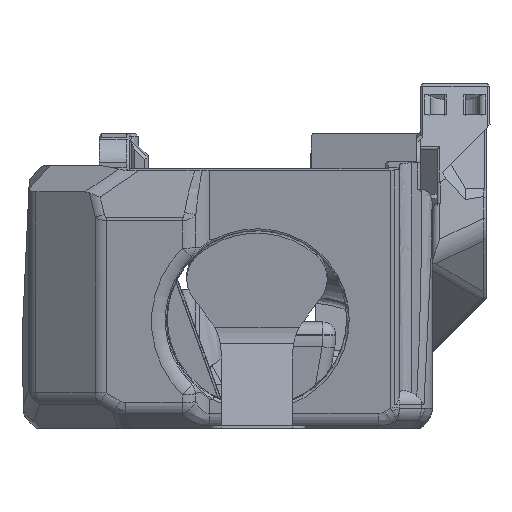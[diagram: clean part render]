
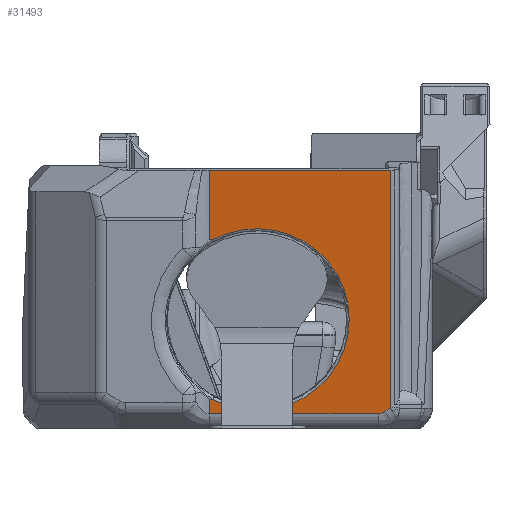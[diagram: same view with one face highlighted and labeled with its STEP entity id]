
A CAD part, left-side view. The second image highlights one B-rep face of the part: STEP entity #31493.
In plain terms, the highlighted planar face has unit normal (-0.985, 0, -0.174).
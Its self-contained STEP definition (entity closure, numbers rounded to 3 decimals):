
#712=B_SPLINE_CURVE_WITH_KNOTS('',3,(#50020,#50021,#50022,#50023),
 .UNSPECIFIED.,.F.,.F.,(4,4),(0.,0.382),.UNSPECIFIED.);
#725=B_SPLINE_CURVE_WITH_KNOTS('',3,(#50293,#50294,#50295,#50296),
 .UNSPECIFIED.,.F.,.F.,(4,4),(0.618,1.),.UNSPECIFIED.);
#1392=CIRCLE('',#33316,14.4);
#2567=ELLIPSE('',#33933,3.203,2.);
#5919=ORIENTED_EDGE('',*,*,#14188,.F.);
#5920=ORIENTED_EDGE('',*,*,#13185,.T.);
#5921=ORIENTED_EDGE('',*,*,#14305,.T.);
#5922=ORIENTED_EDGE('',*,*,#14306,.F.);
#5923=ORIENTED_EDGE('',*,*,#14307,.T.);
#5924=ORIENTED_EDGE('',*,*,#14308,.T.);
#5925=ORIENTED_EDGE('',*,*,#14309,.F.);
#5926=ORIENTED_EDGE('',*,*,#14310,.T.);
#5927=ORIENTED_EDGE('',*,*,#13788,.F.);
#5928=ORIENTED_EDGE('',*,*,#13813,.F.);
#13185=EDGE_CURVE('',#17820,#17819,#1392,.T.);
#13788=EDGE_CURVE('',#18225,#18226,#21088,.T.);
#13813=EDGE_CURVE('',#18243,#18225,#21106,.T.);
#14188=EDGE_CURVE('',#17820,#18243,#712,.F.);
#14305=EDGE_CURVE('',#17819,#18587,#725,.T.);
#14306=EDGE_CURVE('',#18588,#18587,#21423,.T.);
#14307=EDGE_CURVE('',#18588,#18589,#21424,.T.);
#14308=EDGE_CURVE('',#18589,#18590,#2567,.T.);
#14309=EDGE_CURVE('',#18591,#18590,#21425,.T.);
#14310=EDGE_CURVE('',#18591,#18226,#21426,.T.);
#17819=VERTEX_POINT('',#45809);
#17820=VERTEX_POINT('',#45811);
#18225=VERTEX_POINT('',#48344);
#18226=VERTEX_POINT('',#48346);
#18243=VERTEX_POINT('',#48405);
#18587=VERTEX_POINT('',#50297);
#18588=VERTEX_POINT('',#50299);
#18589=VERTEX_POINT('',#50301);
#18590=VERTEX_POINT('',#50303);
#18591=VERTEX_POINT('',#50305);
#21088=LINE('',#48345,#23919);
#21106=LINE('',#48406,#23937);
#21423=LINE('',#50298,#24254);
#21424=LINE('',#50300,#24255);
#21425=LINE('',#50304,#24256);
#21426=LINE('',#50306,#24257);
#23919=VECTOR('',#37924,1000.);
#23937=VECTOR('',#37962,1000.);
#24254=VECTOR('',#38737,1000.);
#24255=VECTOR('',#38738,1000.);
#24256=VECTOR('',#38741,1000.);
#24257=VECTOR('',#38742,1000.);
#26596=EDGE_LOOP('',(#5919,#5920,#5921,#5922,#5923,#5924,#5925,#5926,#5927,
#5928));
#28557=FACE_BOUND('',#26596,.T.);
#30221=PLANE('',#33932);
#31493=ADVANCED_FACE('',(#28557),#30221,.F.);
#33316=AXIS2_PLACEMENT_3D('',#45810,#36917,#36918);
#33932=AXIS2_PLACEMENT_3D('',#50292,#38735,#38736);
#33933=AXIS2_PLACEMENT_3D('',#50302,#38739,#38740);
#36917=DIRECTION('',(0.985,0.,0.174));
#36918=DIRECTION('',(0.174,0.,-0.985));
#37924=DIRECTION('',(0.,-1.,0.));
#37962=DIRECTION('',(-0.174,0.,0.985));
#38735=DIRECTION('',(0.985,0.,0.174));
#38736=DIRECTION('',(-0.174,0.,0.985));
#38737=DIRECTION('',(-0.174,0.,0.985));
#38738=DIRECTION('',(0.,-1.,0.));
#38739=DIRECTION('',(-0.985,0.,-0.174));
#38740=DIRECTION('',(-0.165,-0.304,0.938));
#38741=DIRECTION('',(0.097,0.829,-0.551));
#38742=DIRECTION('',(-0.174,0.,0.985));
#45809=CARTESIAN_POINT('',(-28.264,11.767,4.533));
#45810=CARTESIAN_POINT('',(-30.458,4.853,16.973));
#45811=CARTESIAN_POINT('',(-32.651,11.767,29.413));
#48344=CARTESIAN_POINT('',(-34.572,12.27,40.304));
#48345=CARTESIAN_POINT('',(-34.572,24.853,40.304));
#48346=CARTESIAN_POINT('',(-34.572,-16.002,40.304));
#48405=CARTESIAN_POINT('',(-32.66,12.27,29.463));
#48406=CARTESIAN_POINT('',(-31.185,12.27,21.099));
#50020=CARTESIAN_POINT('',(-32.66,12.27,29.463));
#50021=CARTESIAN_POINT('',(-32.657,12.102,29.442));
#50022=CARTESIAN_POINT('',(-32.654,11.935,29.425));
#50023=CARTESIAN_POINT('',(-32.651,11.767,29.413));
#50292=CARTESIAN_POINT('',(-31.185,24.853,21.099));
#50293=CARTESIAN_POINT('',(-28.264,11.767,4.533));
#50294=CARTESIAN_POINT('',(-28.262,11.935,4.52));
#50295=CARTESIAN_POINT('',(-28.259,12.102,4.503));
#50296=CARTESIAN_POINT('',(-28.255,12.27,4.482));
#50297=CARTESIAN_POINT('',(-28.255,12.27,4.482));
#50298=CARTESIAN_POINT('',(-31.185,12.27,21.099));
#50299=CARTESIAN_POINT('',(-27.864,12.27,2.262));
#50300=CARTESIAN_POINT('',(-27.864,-14.655,2.262));
#50301=CARTESIAN_POINT('',(-27.864,-14.07,2.262));
#50302=CARTESIAN_POINT('',(-28.404,-14.652,5.326));
#50303=CARTESIAN_POINT('',(-27.923,-15.07,2.597));
#50304=CARTESIAN_POINT('',(-27.821,-14.199,2.018));
#50305=CARTESIAN_POINT('',(-28.032,-16.002,3.216));
#50306=CARTESIAN_POINT('',(-7.663,-16.002,-112.301));
